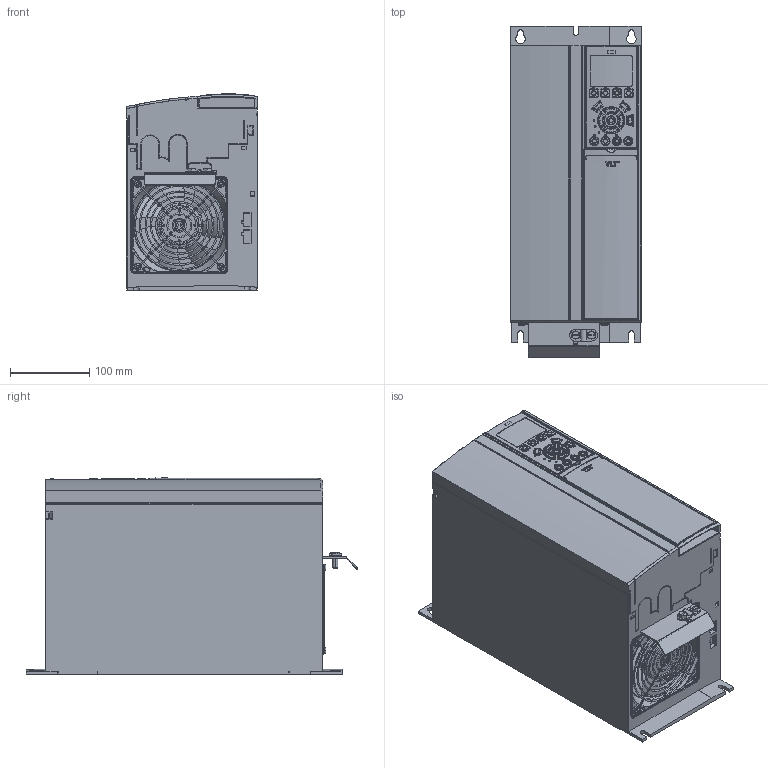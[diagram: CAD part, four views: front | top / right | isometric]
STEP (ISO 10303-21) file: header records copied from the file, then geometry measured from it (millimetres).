
FILE_DESCRIPTION((''),'2;1');
FILE_NAME('DANFOSS-FC100-B3-IP20-094','2019-09-06T',('U322080'),(''),'CREO PARAMETRIC BY PTC INC, 2018070','CREO PARAMETRIC BY PTC INC, 2018070','');
FILE_SCHEMA(('CONFIG_CONTROL_DESIGN'));
Products named in the file (1): DANFOSS-FC100-B3-IP20-094
Bounding box: 165.09 x 419 x 248.01 mm (x, y, z)
Surface area: 527353.5 mm2 (no closed solid volume)
Topology: 0 solids, 19 shells, 3287 faces, 8183 edges, 4832 vertices
Faces by surface type: cylinder 1207, plane 934, bspline 506, torus 367, sphere 182, cone 67, extrusion 24
Entity records: 156873 total; most frequent: CARTESIAN_POINT 53428, ORIENTED_EDGE 15974, DIRECTION 13985, PRESENTATION_STYLE_ASSIGNMENT 8960, STYLED_ITEM 7989, CURVE_STYLE 7987, EDGE_CURVE 7987, AXIS2_PLACEMENT_3D 5324
